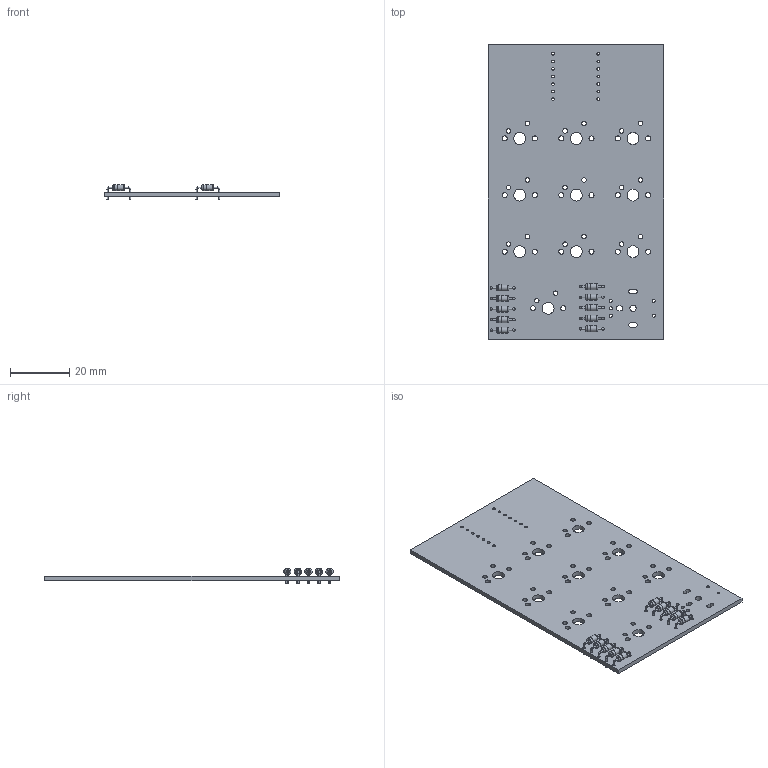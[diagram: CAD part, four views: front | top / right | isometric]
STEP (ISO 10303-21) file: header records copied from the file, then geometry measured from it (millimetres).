
FILE_DESCRIPTION(('KiCad electronic assembly'),'2;1');
FILE_NAME('hackpad.step','2025-05-26T22:22:19',('Pcbnew'),('Kicad'), 'Open CASCADE STEP processor 7.8','KiCad to STEP converter','Unknown' );
FILE_SCHEMA(('AUTOMOTIVE_DESIGN { 1 0 10303 214 1 1 1 1 }'));
Length unit declared in the file: millimetre
Products named in the file (3): hackpad 1; D_DO-35_SOD27_P7.62mm_Horizontal; hackpad_PCB
Assembly tree (11 placements, depth 2):
  hackpad 1
    D_DO-35_SOD27_P7.62mm_Horizontal  x10
    hackpad_PCB
Bounding box: 59 x 99 x 5.01 mm (x, y, z)
Volume: 8605.3 mm3; surface area: 12902.3 mm2
Topology: 21 solids, 21 shells, 268 faces, 558 edges, 352 vertices
Faces by surface type: cylinder 156, plane 72, torus 40
Full cylindrical faces by diameter (mm): 0.5 x30, 0.8 x20, 0.889 x14, 1 x5, 1.5 x20, 1.7 x20, 2 x20, 2.02 x10, 2.1 x1, 4 x10
Entity records: 4679 total; most frequent: DIRECTION 824, CARTESIAN_POINT 704, ORIENTED_EDGE 684, AXIS2_PLACEMENT_3D 346, EDGE_CURVE 342, FACE_BOUND 312, EDGE_LOOP 312, VERTEX_POINT 226
